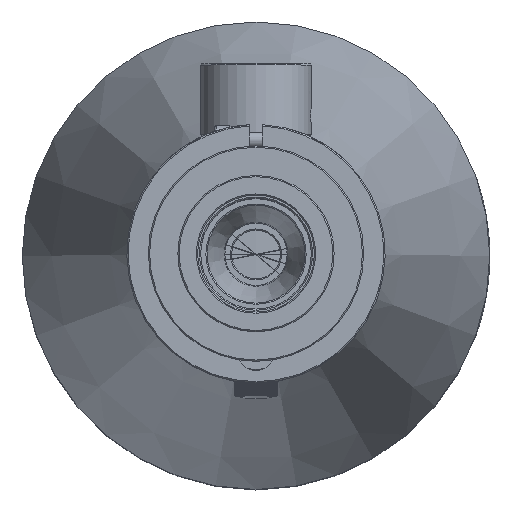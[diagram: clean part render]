
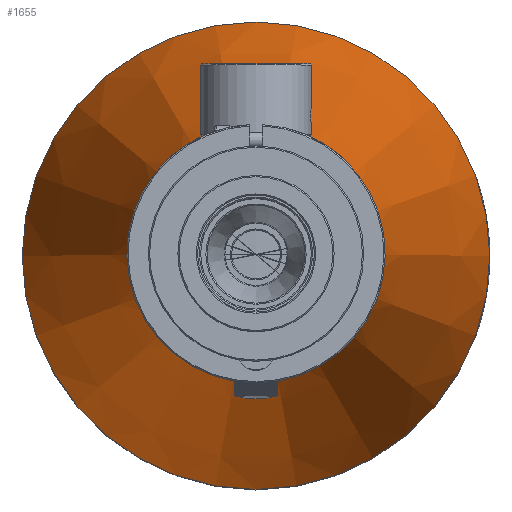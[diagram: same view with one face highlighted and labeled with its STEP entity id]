
A CAD part, top view. The second image highlights one B-rep face of the part: STEP entity #1655.
In plain terms, the highlighted conical face has half-angle 15.034 degrees and reference radius 38 mm.
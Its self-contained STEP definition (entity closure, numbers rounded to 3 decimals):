
#1512=CONICAL_SURFACE('',#17538,38.,15.034);
#1655=ADVANCED_FACE('',(#3023,#3024),#1512,.T.);
#3023=FACE_BOUND('',#3537,.T.);
#3024=FACE_BOUND('',#3538,.T.);
#3537=EDGE_LOOP('',(#5858));
#3538=EDGE_LOOP('',(#5859));
#4797=CIRCLE('',#17460,38.);
#4842=CIRCLE('',#17537,19.);
#5858=ORIENTED_EDGE('',*,*,#12416,.T.);
#5859=ORIENTED_EDGE('',*,*,#12257,.F.);
#10561=VERTEX_POINT('',#24160);
#10720=VERTEX_POINT('',#25350);
#12257=EDGE_CURVE('',#10561,#10561,#4797,.T.);
#12416=EDGE_CURVE('',#10720,#10720,#4842,.T.);
#17460=AXIS2_PLACEMENT_3D('',#24159,#19204,#19205);
#17537=AXIS2_PLACEMENT_3D('',#25349,#19374,#19375);
#17538=AXIS2_PLACEMENT_3D('',#25351,#19376,#19377);
#19204=DIRECTION('',(0.,0.,-1.));
#19205=DIRECTION('',(-1.,0.,0.));
#19374=DIRECTION('',(0.,0.,-1.));
#19375=DIRECTION('',(-1.,0.,0.));
#19376=DIRECTION('',(0.,0.,-1.));
#19377=DIRECTION('',(-1.,0.,0.));
#24159=CARTESIAN_POINT('',(0.,0.,42.));
#24160=CARTESIAN_POINT('',(-38.,0.,42.));
#25349=CARTESIAN_POINT('',(0.,0.,112.741));
#25350=CARTESIAN_POINT('',(-19.,0.,112.741));
#25351=CARTESIAN_POINT('',(0.,0.,42.));
